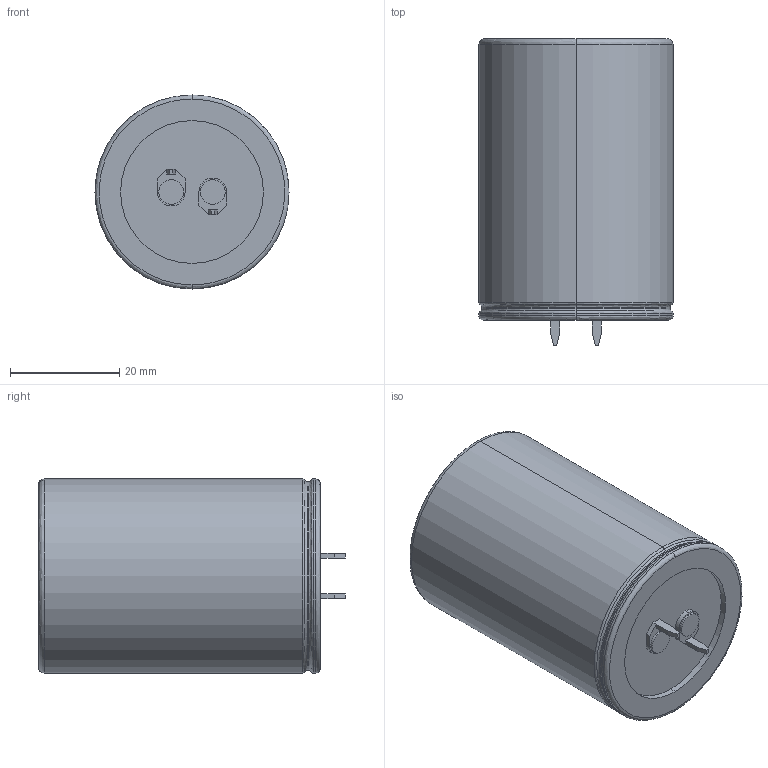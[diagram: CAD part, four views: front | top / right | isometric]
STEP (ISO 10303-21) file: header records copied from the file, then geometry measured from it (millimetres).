
FILE_DESCRIPTION (( 'STEP AP214' ), '1' );
FILE_NAME ('User Library-Capacitor_SnapIn_35x50mm.STEP', '2021-09-19T08:37:21', ( '' ), ( '' ), 'SwSTEP 2.0', 'SolidWorks 2021', '' );
FILE_SCHEMA (( 'AUTOMOTIVE_DESIGN' ));
Length unit declared in the file: inch
Products named in the file (1): User Library-Capacitor_SnapIn_35x50mm
Bounding box: 35.56 x 56.18 x 35.56 mm (x, y, z)
Volume: 50497.5 mm3; surface area: 7888.5 mm2
Topology: 1 solids, 1 shells, 62 faces, 142 edges, 88 vertices
Faces by surface type: plane 32, cylinder 18, bspline 12
Entity records: 2009 total; most frequent: CARTESIAN_POINT 583, DIRECTION 292, ORIENTED_EDGE 284, EDGE_CURVE 142, AXIS2_PLACEMENT_3D 103, VERTEX_POINT 88, VECTOR 86, LINE 86
